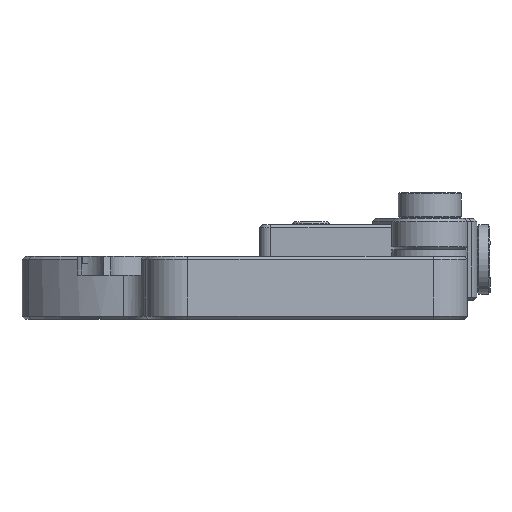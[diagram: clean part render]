
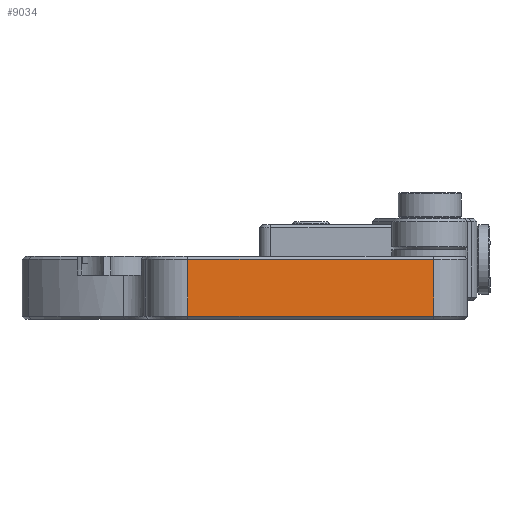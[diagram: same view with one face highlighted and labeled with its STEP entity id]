
A CAD part, left-side view. The second image highlights one B-rep face of the part: STEP entity #9034.
In plain terms, the highlighted planar face has unit normal (-0.995, -0.104, 0).
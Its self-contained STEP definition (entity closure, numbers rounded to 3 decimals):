
#1516=FACE_OUTER_BOUND('',#2083,.T.);
#2083=EDGE_LOOP('',(#7964,#7965,#7966,#7967));
#2754=LINE('',#21960,#3475);
#2802=LINE('',#22287,#3523);
#2813=LINE('',#22317,#3534);
#2814=LINE('',#22319,#3535);
#3475=VECTOR('',#12073,10.);
#3523=VECTOR('',#12257,10.);
#3534=VECTOR('',#12300,10.);
#3535=VECTOR('',#12303,10.);
#4317=VERTEX_POINT('',#21953);
#4318=VERTEX_POINT('',#21957);
#4370=VERTEX_POINT('',#22277);
#4371=VERTEX_POINT('',#22285);
#5512=EDGE_CURVE('',#4317,#4318,#2754,.T.);
#5599=EDGE_CURVE('',#4370,#4371,#2802,.T.);
#5614=EDGE_CURVE('',#4371,#4317,#2813,.T.);
#5615=EDGE_CURVE('',#4370,#4318,#2814,.T.);
#7964=ORIENTED_EDGE('',*,*,#5512,.T.);
#7965=ORIENTED_EDGE('',*,*,#5615,.F.);
#7966=ORIENTED_EDGE('',*,*,#5599,.T.);
#7967=ORIENTED_EDGE('',*,*,#5614,.T.);
#8549=PLANE('',#10011);
#9034=ADVANCED_FACE('',(#1516),#8549,.F.);
#10011=AXIS2_PLACEMENT_3D('',#22318,#12301,#12302);
#12073=DIRECTION('',(0.105,-0.995,0.));
#12257=DIRECTION('',(-0.105,0.995,0.));
#12300=DIRECTION('',(0.,0.,-1.));
#12301=DIRECTION('center_axis',(0.995,0.105,0.));
#12302=DIRECTION('ref_axis',(0.105,-0.995,0.));
#12303=DIRECTION('',(0.,0.,-1.));
#21953=CARTESIAN_POINT('',(-28.803,19.139,60.008));
#21957=CARTESIAN_POINT('',(-26.759,-0.301,60.008));
#21960=CARTESIAN_POINT('',(-28.49,16.162,60.008));
#22277=CARTESIAN_POINT('',(-26.759,-0.301,64.508));
#22285=CARTESIAN_POINT('',(-28.803,19.139,64.508));
#22287=CARTESIAN_POINT('',(-28.903,20.098,64.508));
#22317=CARTESIAN_POINT('',(-28.803,19.139,64.758));
#22318=CARTESIAN_POINT('Origin',(-28.85,19.59,64.758));
#22319=CARTESIAN_POINT('',(-26.759,-0.301,64.758));
